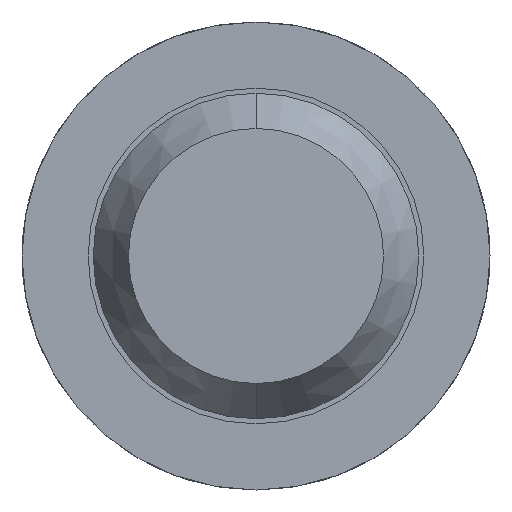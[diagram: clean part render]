
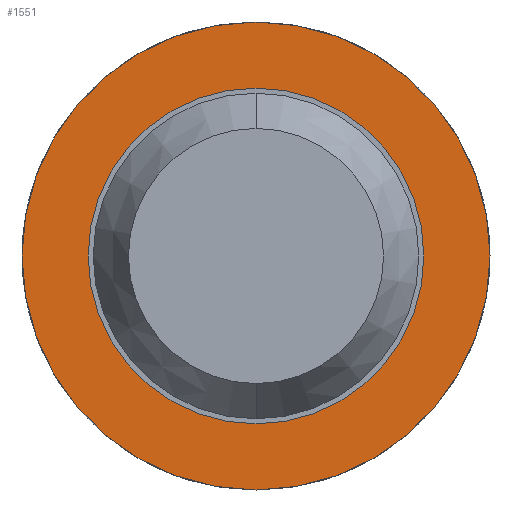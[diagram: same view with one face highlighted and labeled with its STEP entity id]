
A CAD part, front view. The second image highlights one B-rep face of the part: STEP entity #1551.
In plain terms, the highlighted planar face has unit normal (0, -1, 0).
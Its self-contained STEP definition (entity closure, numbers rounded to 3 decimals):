
#269 = FACE_OUTER_BOUND ( 'NONE', #3035, .T. ) ;
#367 = DIRECTION ( 'NONE',  ( 0., 0., 1. ) ) ;
#415 = AXIS2_PLACEMENT_3D ( 'NONE', #2363, #600, #2101 ) ;
#489 = CIRCLE ( 'NONE', #415, 0.825 ) ;
#600 = DIRECTION ( 'NONE',  ( 0., 1., 0. ) ) ;
#734 = FACE_BOUND ( 'NONE', #2217, .T. ) ;
#866 = AXIS2_PLACEMENT_3D ( 'NONE', #3152, #1671, #3536 ) ;
#927 = DIRECTION ( 'NONE',  ( 0., 1., 0. ) ) ;
#1095 = DIRECTION ( 'NONE',  ( 0., 0., 1. ) ) ;
#1158 = AXIS2_PLACEMENT_3D ( 'NONE', #2920, #2904, #367 ) ;
#1340 = VERTEX_POINT ( 'NONE', #3176 ) ;
#1400 = CARTESIAN_POINT ( 'NONE',  ( 0., -1.7, -0.825 ) ) ;
#1401 = AXIS2_PLACEMENT_3D ( 'NONE', #3659, #1448, #1095 ) ;
#1411 = PLANE ( 'NONE',  #1401 ) ;
#1448 = DIRECTION ( 'NONE',  ( 0., 1., 0. ) ) ;
#1466 = EDGE_CURVE ( 'Defeature ausgef�hrt3_14+Defeature ausgef�hrt3_13+Defeature ausgef�hrt3_13+Defeature ausgef�hrt3_13', #3916, #3388, #489, .T. ) ;
#1551 = ADVANCED_FACE ( 'Defeature ausgef�hrt3_14', ( #269, #734 ), #1411, .F. ) ;
#1580 = EDGE_CURVE ( 'Defeature ausgef�hrt3_10+Defeature ausgef�hrt3_14+Defeature ausgef�hrt3_14+Defeature ausgef�hrt3_14', #1340, #2730, #4725, .T. ) ;
#1671 = DIRECTION ( 'NONE',  ( 0., 1., 0. ) ) ;
#1698 = AXIS2_PLACEMENT_3D ( 'NONE', #2082, #927, #3559 ) ;
#2082 = CARTESIAN_POINT ( 'NONE',  ( 0., -1.7, 0. ) ) ;
#2098 = ORIENTED_EDGE ( 'NONE', *, *, #1580, .F. ) ;
#2101 = DIRECTION ( 'NONE',  ( 0., 0., 1. ) ) ;
#2217 = EDGE_LOOP ( 'NONE', ( #4460, #4397 ) ) ;
#2363 = CARTESIAN_POINT ( 'NONE',  ( 0., -1.7, 0. ) ) ;
#2697 = CARTESIAN_POINT ( 'NONE',  ( 0., -1.7, -1.15 ) ) ;
#2730 = VERTEX_POINT ( 'NONE', #2697 ) ;
#2774 = EDGE_CURVE ( 'Defeature ausgef�hrt3_14+Defeature ausgef�hrt3_13+Defeature ausgef�hrt3_13+Defeature ausgef�hrt3_13', #3388, #3916, #4253, .T. ) ;
#2904 = DIRECTION ( 'NONE',  ( 0., 1., 0. ) ) ;
#2920 = CARTESIAN_POINT ( 'NONE',  ( 0., -1.7, 0. ) ) ;
#3035 = EDGE_LOOP ( 'NONE', ( #2098, #3866 ) ) ;
#3046 = CARTESIAN_POINT ( 'NONE',  ( 0., -1.7, 0.825 ) ) ;
#3152 = CARTESIAN_POINT ( 'NONE',  ( 0., -1.7, 0. ) ) ;
#3176 = CARTESIAN_POINT ( 'NONE',  ( 0., -1.7, 1.15 ) ) ;
#3388 = VERTEX_POINT ( 'NONE', #3046 ) ;
#3536 = DIRECTION ( 'NONE',  ( 0., 0., 1. ) ) ;
#3559 = DIRECTION ( 'NONE',  ( 0., 0., 1. ) ) ;
#3659 = CARTESIAN_POINT ( 'NONE',  ( 0.825, -1.7, 0. ) ) ;
#3858 = CIRCLE ( 'NONE', #1698, 1.15 ) ;
#3866 = ORIENTED_EDGE ( 'NONE', *, *, #4747, .F. ) ;
#3916 = VERTEX_POINT ( 'NONE', #1400 ) ;
#4253 = CIRCLE ( 'NONE', #866, 0.825 ) ;
#4397 = ORIENTED_EDGE ( 'NONE', *, *, #1466, .T. ) ;
#4460 = ORIENTED_EDGE ( 'NONE', *, *, #2774, .T. ) ;
#4725 = CIRCLE ( 'NONE', #1158, 1.15 ) ;
#4747 = EDGE_CURVE ( 'Defeature ausgef�hrt3_10+Defeature ausgef�hrt3_14+Defeature ausgef�hrt3_14+Defeature ausgef�hrt3_14', #2730, #1340, #3858, .T. ) ;
